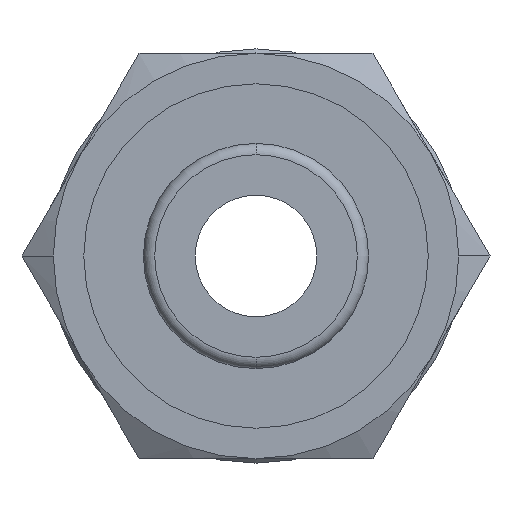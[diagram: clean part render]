
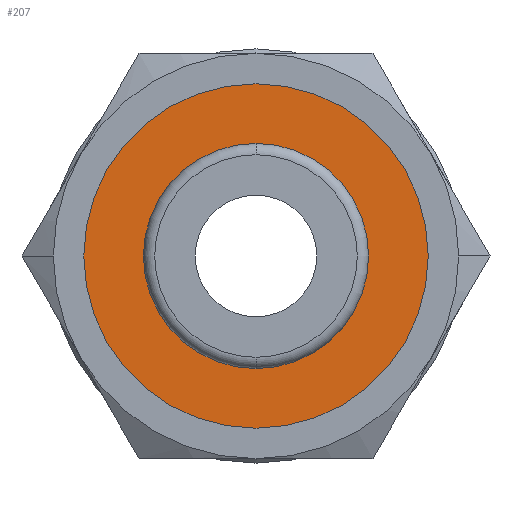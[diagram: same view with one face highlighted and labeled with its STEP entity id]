
A CAD part, front view. The second image highlights one B-rep face of the part: STEP entity #207.
In plain terms, the highlighted planar face has unit normal (0, -1, 0).
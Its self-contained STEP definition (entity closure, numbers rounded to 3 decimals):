
#207=ADVANCED_FACE('',(#423,#424),#425,.T.);
#423=FACE_OUTER_BOUND('',#640,.T.);
#424=FACE_BOUND('',#641,.T.);
#425=PLANE('',#642);
#640=EDGE_LOOP('',(#1151,#1152));
#641=EDGE_LOOP('',(#1153,#1154));
#642=AXIS2_PLACEMENT_3D('',#1155,#1156,#1157);
#1151=ORIENTED_EDGE('',*,*,#1420,.T.);
#1152=ORIENTED_EDGE('',*,*,#1255,.T.);
#1153=ORIENTED_EDGE('',*,*,#1229,.F.);
#1154=ORIENTED_EDGE('',*,*,#1421,.F.);
#1155=CARTESIAN_POINT('',(0.0,10.0,0.0));
#1156=DIRECTION('',(0.0,-1.0,0.0));
#1157=DIRECTION('',(-1.0,0.0,0.0));
#1229=EDGE_CURVE('',#1442,#1438,#1444,.T.);
#1255=EDGE_CURVE('',#1485,#1482,#1486,.T.);
#1420=EDGE_CURVE('',#1482,#1485,#1717,.T.);
#1421=EDGE_CURVE('',#1438,#1442,#1718,.T.);
#1438=VERTEX_POINT('',#1735);
#1442=VERTEX_POINT('',#1740);
#1444=CIRCLE('',#1743,2.5);
#1482=VERTEX_POINT('',#1789);
#1485=VERTEX_POINT('',#1793);
#1486=CIRCLE('',#1794,3.825);
#1717=CIRCLE('',#2320,3.825);
#1718=CIRCLE('',#2321,2.5);
#1735=CARTESIAN_POINT('',(2.5,10.0,0.));
#1740=CARTESIAN_POINT('',(-2.5,10.0,0.));
#1743=AXIS2_PLACEMENT_3D('',#2341,#2342,#2343);
#1789=CARTESIAN_POINT('',(3.825,10.0,0.0));
#1793=CARTESIAN_POINT('',(-3.825,10.0,0.));
#1794=AXIS2_PLACEMENT_3D('',#2383,#2384,#2385);
#2320=AXIS2_PLACEMENT_3D('',#2588,#2589,#2590);
#2321=AXIS2_PLACEMENT_3D('',#2591,#2592,#2593);
#2341=CARTESIAN_POINT('',(0.0,10.0,0.0));
#2342=DIRECTION('',(0.0,-1.0,0.0));
#2343=DIRECTION('',(1.0,0.0,0.0));
#2383=CARTESIAN_POINT('',(0.0,10.0,0.0));
#2384=DIRECTION('',(0.0,-1.0,0.0));
#2385=DIRECTION('',(1.0,0.0,0.0));
#2588=CARTESIAN_POINT('',(0.0,10.0,0.0));
#2589=DIRECTION('',(0.0,-1.0,0.0));
#2590=DIRECTION('',(1.0,0.0,0.0));
#2591=CARTESIAN_POINT('',(0.0,10.0,0.0));
#2592=DIRECTION('',(0.0,-1.0,0.0));
#2593=DIRECTION('',(1.0,0.0,0.0));
